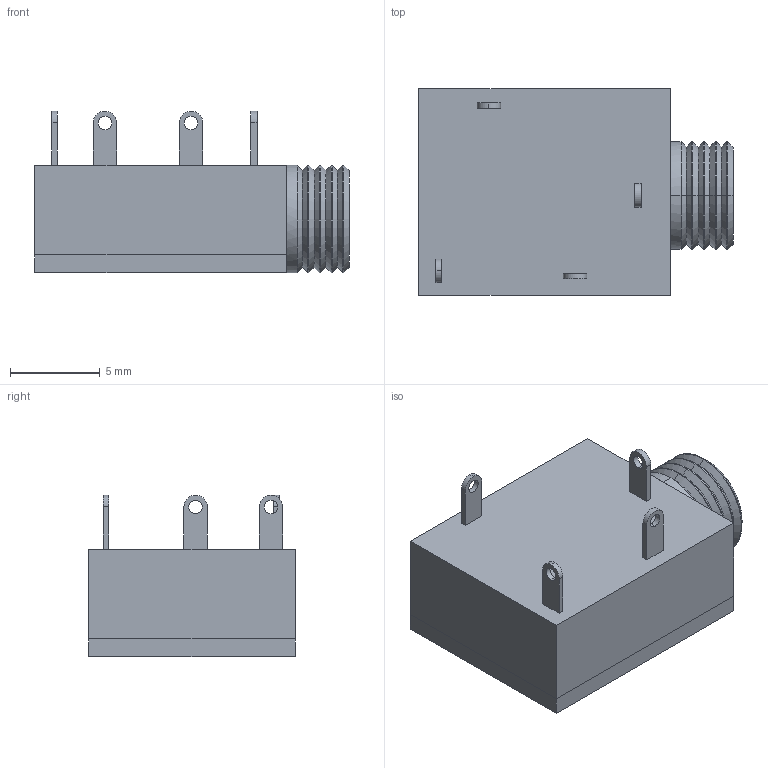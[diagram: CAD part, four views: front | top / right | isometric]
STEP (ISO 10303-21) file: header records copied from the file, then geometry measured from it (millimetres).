
FILE_DESCRIPTION (( 'STEP AP214' ), '1' );
FILE_NAME ('CUI_DEVICES_SJ1-3514.step', '2019-10-20T22:33:37', ( '' ), ( '' ), 'SwSTEP 2.0', 'SolidWorks 2019', '' );
FILE_SCHEMA (( 'AUTOMOTIVE_DESIGN' ));
Length unit declared in the file: inch
Products named in the file (1): CUI_DEVICES_SJ1-3514
Bounding box: 17.5 x 11.5 x 9 mm (x, y, z)
Volume: 1026.1 mm3; surface area: 1109.8 mm2
Topology: 2 solids, 2 shells, 76 faces, 171 edges, 104 vertices
Faces by surface type: plane 32, cylinder 26, cone 18
Entity records: 3115 total; most frequent: DIRECTION 389, CARTESIAN_POINT 352, ORIENTED_EDGE 342, EDGE_CURVE 171, AXIS2_PLACEMENT_3D 141, VECTOR 107, LINE 107, VERTEX_POINT 104
